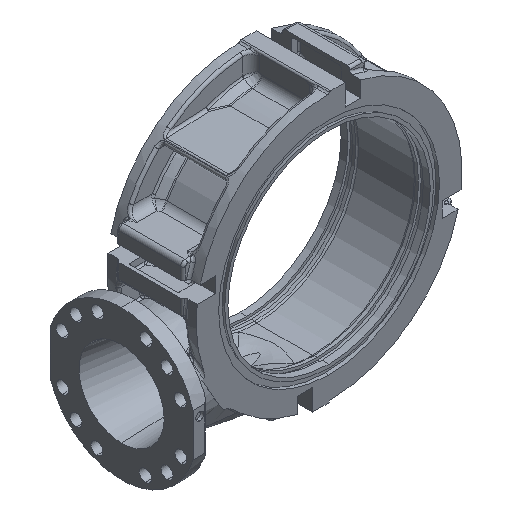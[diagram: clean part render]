
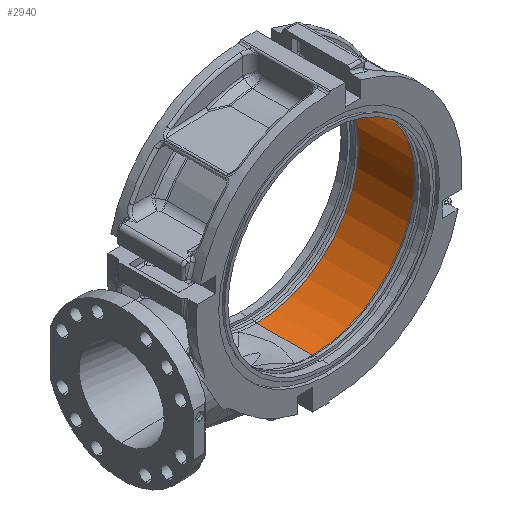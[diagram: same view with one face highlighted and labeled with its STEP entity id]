
A CAD part, isometric view. The second image highlights one B-rep face of the part: STEP entity #2940.
In plain terms, the highlighted cylindrical face has radius 119 mm (diameter 238 mm), a partial arc.
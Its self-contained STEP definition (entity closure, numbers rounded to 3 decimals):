
#2940 = ADVANCED_FACE ( 'NONE', ( #38578 ), #37790, .F. ) ;
#6189 = AXIS2_PLACEMENT_3D ( 'NONE', #21546, #21531, #21515 ) ;
#6208 = AXIS2_PLACEMENT_3D ( 'NONE', #21610, #21283, #21512 ) ;
#6980 = LINE ( 'NONE', #22345, #6983 ) ;
#6983 = VECTOR ( 'NONE', #22347, 1000. ) ;
#8111 = EDGE_CURVE ( 'NONE', #35088, #35002, #6980, .T. ) ;
#9019 = CARTESIAN_POINT ( 'NONE',  ( 0., 32.4, 119. ) ) ;
#9193 = CARTESIAN_POINT ( 'NONE',  ( 0., -32.4, -119. ) ) ;
#9230 = CARTESIAN_POINT ( 'NONE',  ( 0., -32.4, 119. ) ) ;
#9312 = CARTESIAN_POINT ( 'NONE',  ( 0., 32.4, -119. ) ) ;
#11213 = EDGE_LOOP ( 'NONE', ( #19533, #19891, #19762, #19475 ) ) ;
#13864 = VECTOR ( 'NONE', #21227, 1000. ) ;
#13865 = LINE ( 'NONE', #21228, #13864 ) ;
#13878 = CIRCLE ( 'NONE', #6208, 119. ) ;
#13927 = CIRCLE ( 'NONE', #6189, 119. ) ;
#13972 = DIRECTION ( 'NONE',  ( 0., 0., -1. ) ) ;
#14120 = CARTESIAN_POINT ( 'NONE',  ( 0., -6.553, 0. ) ) ;
#14152 = DIRECTION ( 'NONE',  ( 0., -1., 0. ) ) ;
#19475 = ORIENTED_EDGE ( 'NONE', *, *, #36768, .T. ) ;
#19533 = ORIENTED_EDGE ( 'NONE', *, *, #8111, .F. ) ;
#19762 = ORIENTED_EDGE ( 'NONE', *, *, #36651, .T. ) ;
#19891 = ORIENTED_EDGE ( 'NONE', *, *, #36786, .T. ) ;
#21227 = DIRECTION ( 'NONE',  ( 0., -1., 0. ) ) ;
#21228 = CARTESIAN_POINT ( 'NONE',  ( 0., -6.553, -119. ) ) ;
#21283 = DIRECTION ( 'NONE',  ( 0., 1., 0. ) ) ;
#21512 = DIRECTION ( 'NONE',  ( 0., 0., 1. ) ) ;
#21515 = DIRECTION ( 'NONE',  ( 0., 0., -1. ) ) ;
#21531 = DIRECTION ( 'NONE',  ( 0., -1., 0. ) ) ;
#21546 = CARTESIAN_POINT ( 'NONE',  ( 0., -32.4, 0. ) ) ;
#21610 = CARTESIAN_POINT ( 'NONE',  ( 0., 32.4, 0. ) ) ;
#22345 = CARTESIAN_POINT ( 'NONE',  ( 0., -6.553, 119. ) ) ;
#22347 = DIRECTION ( 'NONE',  ( 0., -1., 0. ) ) ;
#28670 = AXIS2_PLACEMENT_3D ( 'NONE', #14120, #14152, #13972 ) ;
#35002 = VERTEX_POINT ( 'NONE', #9230 ) ;
#35049 = VERTEX_POINT ( 'NONE', #9312 ) ;
#35088 = VERTEX_POINT ( 'NONE', #9019 ) ;
#35171 = VERTEX_POINT ( 'NONE', #9193 ) ;
#36651 = EDGE_CURVE ( 'NONE', #35049, #35171, #13865, .T. ) ;
#36768 = EDGE_CURVE ( 'NONE', #35171, #35002, #13927, .T. ) ;
#36786 = EDGE_CURVE ( 'NONE', #35088, #35049, #13878, .T. ) ;
#37790 = CYLINDRICAL_SURFACE ( 'NONE', #28670, 119. ) ;
#38578 = FACE_OUTER_BOUND ( 'NONE', #11213, .T. ) ;
